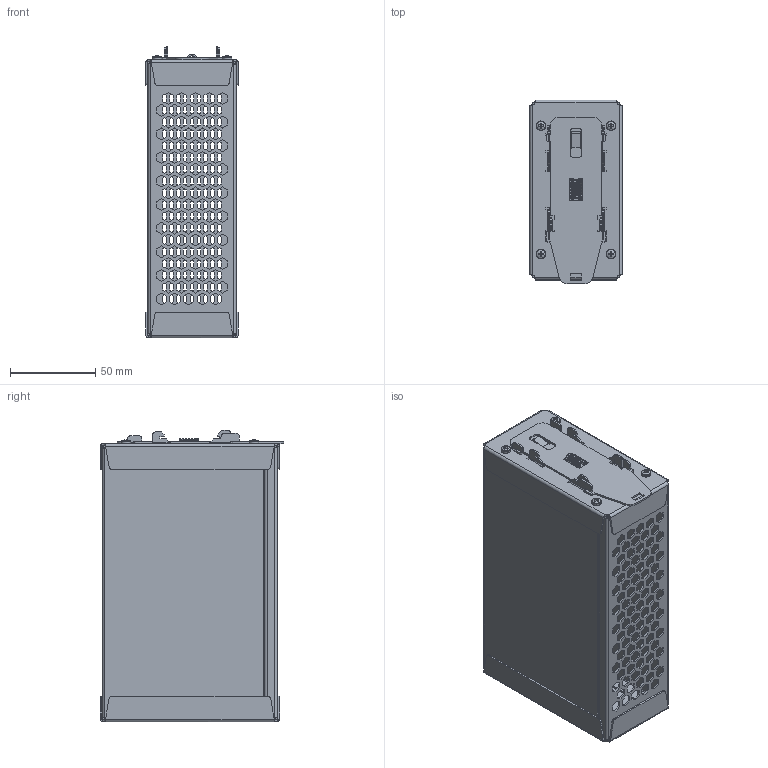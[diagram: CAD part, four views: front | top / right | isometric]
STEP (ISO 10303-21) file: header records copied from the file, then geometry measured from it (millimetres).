
FILE_DESCRIPTION(/* description */ (''),/* implementation_level */ '2;1');
FILE_NAME(/* name */ '2904039_3D.stp',/* time_stamp */ '2016-11-09T10:29:05+01:00',/* author */ ('hransiek'),/* organization */ (''),/* preprocessor_version */ 'ST-DEVELOPER v16.1',/* originating_system */ 'Autodesk Inventor 2016',/* authorisation */ '');
FILE_SCHEMA (('AUTOMOTIVE_DESIGN { 1 0 10303 214 3 1 1 }'));
Products named in the file (15): 2904039_Abdeckung unten_3D; 2904039_Abdeckung unten_3D_1; 2904039_Rastfuss_3D; 2904039_Rastfuss_3D_1; 2904039_Innerteil Halbschale links_3D; S_M3_1_3DSYM; 2904039_Innerteil Halbschale links_3D_1; 2904039_Innerteil Halbschale rechts_3D; 2904039_Innerteil Halbschale rechts_3D_1; 2904039_Abdeckung oben_3D; 2904039_Abdeckung oben_3D_1; VD_144B_Gespannt; SHR Z M3X6 DINENISO 7045 OG_3DSYM ~PART1; BLINT 7337B 3,0x6-für 2mm Stärke_3Dsym; 2904039_3D
Assembly tree (23 placements, depth 3):
  2904039_3D
    2904039_Abdeckung unten_3D_1
      2904039_Abdeckung unten_3D
    2904039_Rastfuss_3D_1
      2904039_Rastfuss_3D
    2904039_Innerteil Halbschale links_3D_1
      2904039_Innerteil Halbschale links_3D
      S_M3_1_3DSYM  x2
    2904039_Innerteil Halbschale rechts_3D_1
      2904039_Innerteil Halbschale rechts_3D
      S_M3_1_3DSYM  x2
    2904039_Abdeckung oben_3D_1
      2904039_Abdeckung oben_3D
    VD_144B_Gespannt
    SHR Z M3X6 DINENISO 7045 OG_3DSYM ~PART1  x4
    BLINT 7337B 3,0x6-für 2mm Stärke_3Dsym  x4
Bounding box: 54 x 107.5 x 170.4 mm (x, y, z)
Volume: 71717.1 mm3; surface area: 150675.3 mm2
Topology: 18 solids, 18 shells, 1862 faces, 5198 edges, 3380 vertices
Faces by surface type: plane 1588, cylinder 196, bspline 34, cone 28, torus 8, sphere 8
Full cylindrical faces by diameter (mm): 2.599 x4, 3 x4, 3.1 x8, 3.2 x4, 3.3 x4, 4.25 x4, 4.431 x4, 5.6 x4, 6 x4, 6.3 x4
Entity records: 62607 total; most frequent: CARTESIAN_POINT 16207, ORIENTED_EDGE 9824, DIRECTION 8694, EDGE_CURVE 4912, LINE 4500, VECTOR 4500, VERTEX_POINT 3218, EDGE_LOOP 2202
